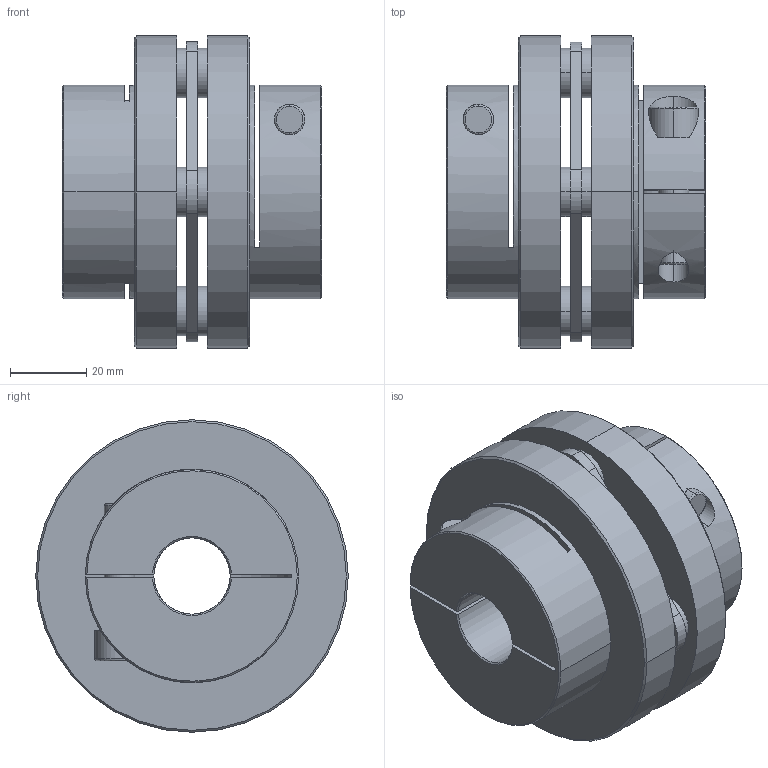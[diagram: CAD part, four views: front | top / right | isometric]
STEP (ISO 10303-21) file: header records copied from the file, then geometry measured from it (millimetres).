
FILE_DESCRIPTION (( 'STEP AP203' ), '1' );
FILE_NAME ('CL3-C82.step', '2011-08-10T07:30:07', ( '' ), ( '' ), 'SwSTEP 2.0', 'SolidWorks 2010', '' );
FILE_SCHEMA (( 'CONFIG_CONTROL_DESIGN' ));
Length unit declared in the file: millimetre
Products named in the file (1): CL3-C82
Bounding box: 68 x 82 x 82 mm (x, y, z)
Volume: 198349.9 mm3; surface area: 55552.6 mm2
Topology: 4 solids, 4 shells, 131 faces, 315 edges, 206 vertices
Faces by surface type: cylinder 61, plane 52, cone 10, torus 8
Entity records: 4236 total; most frequent: CARTESIAN_POINT 957, DIRECTION 707, ORIENTED_EDGE 630, EDGE_CURVE 315, AXIS2_PLACEMENT_3D 280, VERTEX_POINT 206, EDGE_LOOP 165, CIRCLE 148
